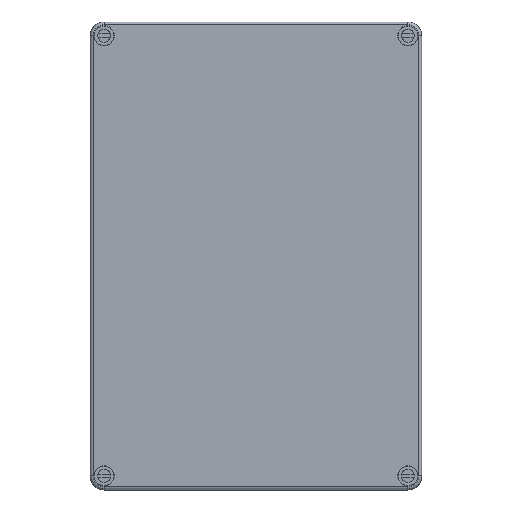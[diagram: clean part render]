
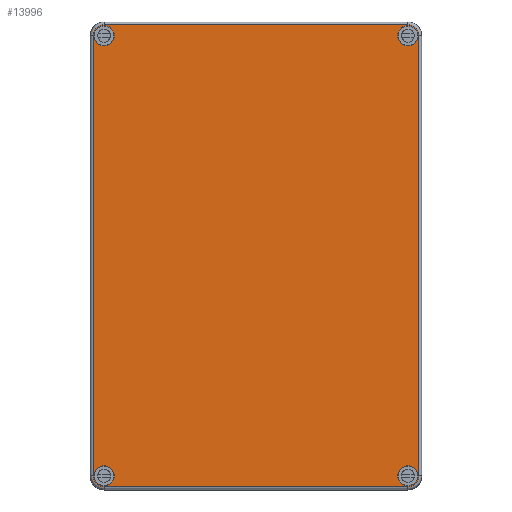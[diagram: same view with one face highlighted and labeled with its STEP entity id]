
A CAD part, top view. The second image highlights one B-rep face of the part: STEP entity #13996.
In plain terms, the highlighted planar face has unit normal (0, 0, 1).
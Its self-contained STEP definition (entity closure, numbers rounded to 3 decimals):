
#224 = EDGE_CURVE ( 'NONE', #12665, #16420, #327, .T. ) ;
#290 = DIRECTION ( 'NONE',  ( 0., 0., -1. ) ) ;
#327 = CIRCLE ( 'NONE', #9005, 5.942 ) ;
#684 = FACE_BOUND ( 'NONE', #10368, .T. ) ;
#1016 = EDGE_CURVE ( 'NONE', #18160, #14829, #15267, .T. ) ;
#1160 = AXIS2_PLACEMENT_3D ( 'NONE', #15445, #5733, #17058 ) ;
#1245 = CIRCLE ( 'NONE', #17258, 5.5 ) ;
#1413 = DIRECTION ( 'NONE',  ( 0., 0., 1. ) ) ;
#1547 = AXIS2_PLACEMENT_3D ( 'NONE', #10027, #290, #11683 ) ;
#1707 = ORIENTED_EDGE ( 'NONE', *, *, #19171, .F. ) ;
#1814 = DIRECTION ( 'NONE',  ( 0., 0., 1. ) ) ;
#1845 = VERTEX_POINT ( 'NONE', #10712 ) ;
#1873 = EDGE_LOOP ( 'NONE', ( #17206, #1707, #8586, #14446, #15682, #8844, #19885, #13045 ) ) ;
#2121 = CARTESIAN_POINT ( 'NONE',  ( 100., -125.442, 18. ) ) ;
#2305 = CARTESIAN_POINT ( 'NONE',  ( 82.5, -119.5, 18. ) ) ;
#2386 = CARTESIAN_POINT ( 'NONE',  ( 77., 119.5, 18. ) ) ;
#2397 = LINE ( 'NONE', #18793, #15352 ) ;
#2565 = CIRCLE ( 'NONE', #1160, 5.5 ) ;
#2570 = ORIENTED_EDGE ( 'NONE', *, *, #1016, .F. ) ;
#2664 = CARTESIAN_POINT ( 'NONE',  ( 88.442, 150., 18. ) ) ;
#2745 = VERTEX_POINT ( 'NONE', #9882 ) ;
#2785 = EDGE_CURVE ( 'NONE', #16164, #5758, #5499, .T. ) ;
#3128 = CIRCLE ( 'NONE', #17322, 5.5 ) ;
#3636 = DIRECTION ( 'NONE',  ( 0., 0., 1. ) ) ;
#3899 = EDGE_CURVE ( 'NONE', #5070, #1845, #10837, .T. ) ;
#3959 = DIRECTION ( 'NONE',  ( 1., 0., 0. ) ) ;
#3981 = CARTESIAN_POINT ( 'NONE',  ( -82.5, -125.442, 18. ) ) ;
#4199 = CARTESIAN_POINT ( 'NONE',  ( -88.442, 150., 18. ) ) ;
#4337 = LINE ( 'NONE', #2121, #16748 ) ;
#4506 = EDGE_LOOP ( 'NONE', ( #2570, #5335 ) ) ;
#4517 = ORIENTED_EDGE ( 'NONE', *, *, #6884, .F. ) ;
#4571 = EDGE_CURVE ( 'NONE', #11880, #12665, #2397, .T. ) ;
#4599 = CIRCLE ( 'NONE', #17672, 5.5 ) ;
#4678 = CARTESIAN_POINT ( 'NONE',  ( 88.442, 119.5, 18. ) ) ;
#5007 = FACE_BOUND ( 'NONE', #4506, .T. ) ;
#5070 = VERTEX_POINT ( 'NONE', #10337 ) ;
#5185 = CARTESIAN_POINT ( 'NONE',  ( 0., 0., 18. ) ) ;
#5335 = ORIENTED_EDGE ( 'NONE', *, *, #5937, .F. ) ;
#5499 = CIRCLE ( 'NONE', #1547, 5.942 ) ;
#5641 = EDGE_LOOP ( 'NONE', ( #16277, #9436 ) ) ;
#5733 = DIRECTION ( 'NONE',  ( 0., 0., 1. ) ) ;
#5758 = VERTEX_POINT ( 'NONE', #10633 ) ;
#5772 = ORIENTED_EDGE ( 'NONE', *, *, #7827, .F. ) ;
#5937 = EDGE_CURVE ( 'NONE', #14829, #18160, #19408, .T. ) ;
#6069 = CARTESIAN_POINT ( 'NONE',  ( -88., 119.5, 18. ) ) ;
#6575 = DIRECTION ( 'NONE',  ( 0., 0., 1. ) ) ;
#6884 = EDGE_CURVE ( 'NONE', #14152, #7812, #3128, .T. ) ;
#6965 = AXIS2_PLACEMENT_3D ( 'NONE', #17951, #8254, #19592 ) ;
#7046 = CARTESIAN_POINT ( 'NONE',  ( 82.5, -125.442, 18. ) ) ;
#7149 = CARTESIAN_POINT ( 'NONE',  ( -82.5, 119.5, 18. ) ) ;
#7414 = LINE ( 'NONE', #2664, #18811 ) ;
#7778 = AXIS2_PLACEMENT_3D ( 'NONE', #18408, #8704, #20039 ) ;
#7812 = VERTEX_POINT ( 'NONE', #2386 ) ;
#7827 = EDGE_CURVE ( 'NONE', #7812, #14152, #2565, .T. ) ;
#7926 = CARTESIAN_POINT ( 'NONE',  ( -82.5, 119.5, 18. ) ) ;
#8254 = DIRECTION ( 'NONE',  ( 0., 0., -1. ) ) ;
#8461 = DIRECTION ( 'NONE',  ( 0., 0., 1. ) ) ;
#8586 = ORIENTED_EDGE ( 'NONE', *, *, #12386, .T. ) ;
#8704 = DIRECTION ( 'NONE',  ( 0., 0., 1. ) ) ;
#8784 = EDGE_CURVE ( 'NONE', #1845, #5070, #15234, .T. ) ;
#8787 = DIRECTION ( 'NONE',  ( 1., 0., 0. ) ) ;
#8844 = ORIENTED_EDGE ( 'NONE', *, *, #4571, .T. ) ;
#9005 = AXIS2_PLACEMENT_3D ( 'NONE', #7149, #18488, #8787 ) ;
#9160 = CIRCLE ( 'NONE', #7778, 5.942 ) ;
#9229 = CARTESIAN_POINT ( 'NONE',  ( 88.442, -119.5, 18. ) ) ;
#9258 = VECTOR ( 'NONE', #17148, 1000. ) ;
#9296 = DIRECTION ( 'NONE',  ( 0., 0., 1. ) ) ;
#9330 = FACE_OUTER_BOUND ( 'NONE', #1873, .T. ) ;
#9436 = ORIENTED_EDGE ( 'NONE', *, *, #18456, .F. ) ;
#9527 = CARTESIAN_POINT ( 'NONE',  ( -82.5, 125.442, 18. ) ) ;
#9552 = DIRECTION ( 'NONE',  ( 1., 0., 0. ) ) ;
#9882 = CARTESIAN_POINT ( 'NONE',  ( 88., -119.5, 18. ) ) ;
#10027 = CARTESIAN_POINT ( 'NONE',  ( -82.5, -119.5, 18. ) ) ;
#10337 = CARTESIAN_POINT ( 'NONE',  ( -77., -119.5, 18. ) ) ;
#10368 = EDGE_LOOP ( 'NONE', ( #4517, #5772 ) ) ;
#10633 = CARTESIAN_POINT ( 'NONE',  ( -88.442, -119.5, 18. ) ) ;
#10712 = CARTESIAN_POINT ( 'NONE',  ( -88., -119.5, 18. ) ) ;
#10837 = CIRCLE ( 'NONE', #11337, 5.5 ) ;
#11191 = CARTESIAN_POINT ( 'NONE',  ( 82.5, 119.5, 18. ) ) ;
#11257 = ORIENTED_EDGE ( 'NONE', *, *, #8784, .F. ) ;
#11337 = AXIS2_PLACEMENT_3D ( 'NONE', #13366, #3636, #14986 ) ;
#11496 = AXIS2_PLACEMENT_3D ( 'NONE', #5185, #8461, #19801 ) ;
#11586 = CARTESIAN_POINT ( 'NONE',  ( -82.5, 119.5, 18. ) ) ;
#11675 = PLANE ( 'NONE',  #11496 ) ;
#11683 = DIRECTION ( 'NONE',  ( -1., 0., 0. ) ) ;
#11880 = VERTEX_POINT ( 'NONE', #12384 ) ;
#11893 = DIRECTION ( 'NONE',  ( -1., 0., 0. ) ) ;
#11939 = VERTEX_POINT ( 'NONE', #9229 ) ;
#11941 = EDGE_CURVE ( 'NONE', #2745, #13568, #1245, .T. ) ;
#12238 = CARTESIAN_POINT ( 'NONE',  ( 88., 119.5, 18. ) ) ;
#12384 = CARTESIAN_POINT ( 'NONE',  ( 82.5, 125.442, 18. ) ) ;
#12386 = EDGE_CURVE ( 'NONE', #19208, #11939, #9160, .T. ) ;
#12470 = AXIS2_PLACEMENT_3D ( 'NONE', #7926, #19259, #9552 ) ;
#12665 = VERTEX_POINT ( 'NONE', #9527 ) ;
#12780 = EDGE_CURVE ( 'NONE', #11880, #19459, #18771, .T. ) ;
#12826 = DIRECTION ( 'NONE',  ( 1., 0., 0. ) ) ;
#13040 = AXIS2_PLACEMENT_3D ( 'NONE', #16267, #6575, #17910 ) ;
#13045 = ORIENTED_EDGE ( 'NONE', *, *, #15834, .T. ) ;
#13090 = LINE ( 'NONE', #4199, #9258 ) ;
#13217 = DIRECTION ( 'NONE',  ( 1., 0., 0. ) ) ;
#13366 = CARTESIAN_POINT ( 'NONE',  ( -82.5, -119.5, 18. ) ) ;
#13568 = VERTEX_POINT ( 'NONE', #20242 ) ;
#13662 = FACE_BOUND ( 'NONE', #20666, .T. ) ;
#13688 = DIRECTION ( 'NONE',  ( 0., 0., 1. ) ) ;
#13914 = DIRECTION ( 'NONE',  ( -1., 0., 0. ) ) ;
#13996 = ADVANCED_FACE ( 'NONE', ( #9330, #13662, #17948, #5007, #684 ), #11675, .T. ) ;
#14152 = VERTEX_POINT ( 'NONE', #12238 ) ;
#14446 = ORIENTED_EDGE ( 'NONE', *, *, #18586, .F. ) ;
#14829 = VERTEX_POINT ( 'NONE', #6069 ) ;
#14986 = DIRECTION ( 'NONE',  ( 1., 0., 0. ) ) ;
#15234 = CIRCLE ( 'NONE', #13040, 5.5 ) ;
#15267 = CIRCLE ( 'NONE', #18651, 5.5 ) ;
#15352 = VECTOR ( 'NONE', #13914, 1000. ) ;
#15445 = CARTESIAN_POINT ( 'NONE',  ( 82.5, 119.5, 18. ) ) ;
#15682 = ORIENTED_EDGE ( 'NONE', *, *, #12780, .F. ) ;
#15834 = EDGE_CURVE ( 'NONE', #16420, #5758, #13090, .T. ) ;
#16164 = VERTEX_POINT ( 'NONE', #3981 ) ;
#16267 = CARTESIAN_POINT ( 'NONE',  ( -82.5, -119.5, 18. ) ) ;
#16277 = ORIENTED_EDGE ( 'NONE', *, *, #11941, .F. ) ;
#16420 = VERTEX_POINT ( 'NONE', #17498 ) ;
#16748 = VECTOR ( 'NONE', #11893, 1000. ) ;
#17058 = DIRECTION ( 'NONE',  ( 1., 0., 0. ) ) ;
#17148 = DIRECTION ( 'NONE',  ( 0., -1., 0. ) ) ;
#17206 = ORIENTED_EDGE ( 'NONE', *, *, #2785, .F. ) ;
#17258 = AXIS2_PLACEMENT_3D ( 'NONE', #19001, #9296, #20648 ) ;
#17322 = AXIS2_PLACEMENT_3D ( 'NONE', #11191, #1413, #12826 ) ;
#17350 = CARTESIAN_POINT ( 'NONE',  ( -77., 119.5, 18. ) ) ;
#17498 = CARTESIAN_POINT ( 'NONE',  ( -88.442, 119.5, 18. ) ) ;
#17672 = AXIS2_PLACEMENT_3D ( 'NONE', #2305, #13688, #3959 ) ;
#17910 = DIRECTION ( 'NONE',  ( 1., 0., 0. ) ) ;
#17948 = FACE_BOUND ( 'NONE', #5641, .T. ) ;
#17951 = CARTESIAN_POINT ( 'NONE',  ( 82.5, 119.5, 18. ) ) ;
#18083 = ORIENTED_EDGE ( 'NONE', *, *, #3899, .F. ) ;
#18160 = VERTEX_POINT ( 'NONE', #17350 ) ;
#18408 = CARTESIAN_POINT ( 'NONE',  ( 82.5, -119.5, 18. ) ) ;
#18456 = EDGE_CURVE ( 'NONE', #13568, #2745, #4599, .T. ) ;
#18488 = DIRECTION ( 'NONE',  ( 0., 0., 1. ) ) ;
#18586 = EDGE_CURVE ( 'NONE', #19459, #11939, #7414, .T. ) ;
#18651 = AXIS2_PLACEMENT_3D ( 'NONE', #11586, #1814, #13217 ) ;
#18771 = CIRCLE ( 'NONE', #6965, 5.942 ) ;
#18793 = CARTESIAN_POINT ( 'NONE',  ( 100., 125.442, 18. ) ) ;
#18811 = VECTOR ( 'NONE', #20483, 1000. ) ;
#19001 = CARTESIAN_POINT ( 'NONE',  ( 82.5, -119.5, 18. ) ) ;
#19171 = EDGE_CURVE ( 'NONE', #19208, #16164, #4337, .T. ) ;
#19208 = VERTEX_POINT ( 'NONE', #7046 ) ;
#19259 = DIRECTION ( 'NONE',  ( 0., 0., 1. ) ) ;
#19408 = CIRCLE ( 'NONE', #12470, 5.5 ) ;
#19459 = VERTEX_POINT ( 'NONE', #4678 ) ;
#19592 = DIRECTION ( 'NONE',  ( -1., 0., 0. ) ) ;
#19801 = DIRECTION ( 'NONE',  ( 1., 0., 0. ) ) ;
#19885 = ORIENTED_EDGE ( 'NONE', *, *, #224, .T. ) ;
#20039 = DIRECTION ( 'NONE',  ( 1., 0., 0. ) ) ;
#20242 = CARTESIAN_POINT ( 'NONE',  ( 77., -119.5, 18. ) ) ;
#20483 = DIRECTION ( 'NONE',  ( 0., -1., 0. ) ) ;
#20648 = DIRECTION ( 'NONE',  ( 1., 0., 0. ) ) ;
#20666 = EDGE_LOOP ( 'NONE', ( #18083, #11257 ) ) ;
